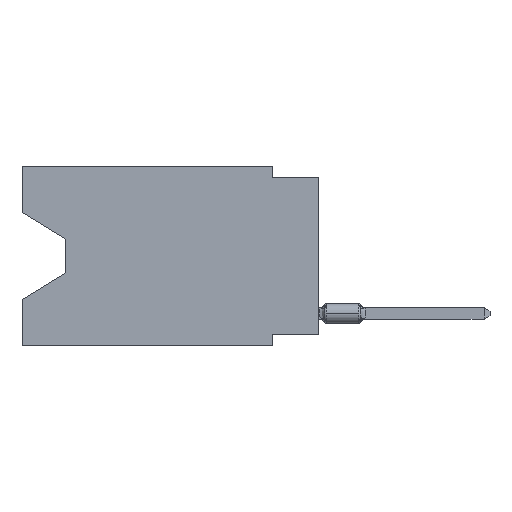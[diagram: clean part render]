
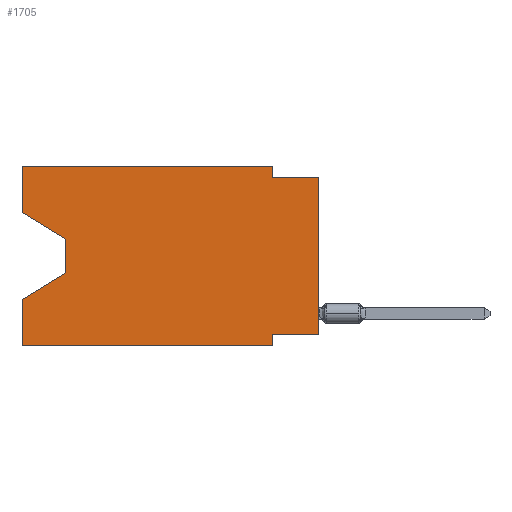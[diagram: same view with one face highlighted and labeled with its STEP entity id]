
A CAD part, left-side view. The second image highlights one B-rep face of the part: STEP entity #1705.
In plain terms, the highlighted planar face has unit normal (-1, 0, 0).
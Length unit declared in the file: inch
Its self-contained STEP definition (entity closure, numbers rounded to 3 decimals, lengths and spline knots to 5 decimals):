
#103 = VECTOR ( 'NONE', #7743, 39.37008 ) ;
#118 = EDGE_CURVE ( 'NONE', #11545, #5101, #920, .T. ) ;
#132 = LINE ( 'NONE', #11210, #7507 ) ;
#193 = VERTEX_POINT ( 'NONE', #11017 ) ;
#572 = CARTESIAN_POINT ( 'NONE',  ( 0., 0.1, -0.365 ) ) ;
#919 = CARTESIAN_POINT ( 'NONE',  ( 0., 0.55, -0.232 ) ) ;
#920 = LINE ( 'NONE', #4741, #7086 ) ;
#941 = ORIENTED_EDGE ( 'NONE', *, *, #11382, .F. ) ;
#1089 = LINE ( 'NONE', #4258, #10373 ) ;
#1196 = ORIENTED_EDGE ( 'NONE', *, *, #8290, .F. ) ;
#1287 = CARTESIAN_POINT ( 'NONE',  ( 0., 0.1, 0. ) ) ;
#1705 = ADVANCED_FACE ( 'NONE', ( #4733 ), #3756, .F. ) ;
#1801 = CARTESIAN_POINT ( 'NONE',  ( 0., 0.645, -0.39 ) ) ;
#1846 = VERTEX_POINT ( 'NONE', #3538 ) ;
#2052 = CARTESIAN_POINT ( 'NONE',  ( 0., 0., -0.025 ) ) ;
#2246 = DIRECTION ( 'NONE',  ( 0., 0., 1. ) ) ;
#2426 = VECTOR ( 'NONE', #10538, 39.37008 ) ;
#2797 = CARTESIAN_POINT ( 'NONE',  ( 0., 0.645, 0. ) ) ;
#2928 = CARTESIAN_POINT ( 'NONE',  ( 0., 0., -0.025 ) ) ;
#3041 = CARTESIAN_POINT ( 'NONE',  ( 0., 0.1, -0.39 ) ) ;
#3437 = EDGE_LOOP ( 'NONE', ( #12221, #11651, #4065, #8313, #10210, #1196, #9188, #3909, #5421, #941, #10830, #4055 ) ) ;
#3538 = CARTESIAN_POINT ( 'NONE',  ( 0., 0.645, -0.28975 ) ) ;
#3556 = EDGE_CURVE ( 'NONE', #5804, #7376, #9423, .T. ) ;
#3756 = PLANE ( 'NONE',  #6723 ) ;
#3909 = ORIENTED_EDGE ( 'NONE', *, *, #5151, .T. ) ;
#4053 = DIRECTION ( 'NONE',  ( 0., -1., 0. ) ) ;
#4055 = ORIENTED_EDGE ( 'NONE', *, *, #8824, .F. ) ;
#4064 = CARTESIAN_POINT ( 'NONE',  ( 0., 0.55, -0.158 ) ) ;
#4065 = ORIENTED_EDGE ( 'NONE', *, *, #12193, .T. ) ;
#4179 = VERTEX_POINT ( 'NONE', #1801 ) ;
#4258 = CARTESIAN_POINT ( 'NONE',  ( 0., 0.645, 0. ) ) ;
#4281 = VERTEX_POINT ( 'NONE', #2052 ) ;
#4295 = EDGE_CURVE ( 'NONE', #4179, #193, #9964, .T. ) ;
#4369 = VERTEX_POINT ( 'NONE', #4508 ) ;
#4370 = VECTOR ( 'NONE', #8819, 39.37008 ) ;
#4414 = DIRECTION ( 'NONE',  ( 0., 1., 0. ) ) ;
#4429 = EDGE_CURVE ( 'NONE', #9707, #6596, #4570, .T. ) ;
#4508 = CARTESIAN_POINT ( 'NONE',  ( 0., 0.645, -0.10025 ) ) ;
#4565 = CARTESIAN_POINT ( 'NONE',  ( 0., 0.55, -0.232 ) ) ;
#4570 = LINE ( 'NONE', #12362, #11845 ) ;
#4733 = FACE_OUTER_BOUND ( 'NONE', #3437, .T. ) ;
#4741 = CARTESIAN_POINT ( 'NONE',  ( 0., 0.55, -0.158 ) ) ;
#5042 = DIRECTION ( 'NONE',  ( 0., 0., 1. ) ) ;
#5101 = VERTEX_POINT ( 'NONE', #919 ) ;
#5151 = EDGE_CURVE ( 'NONE', #5804, #4281, #132, .T. ) ;
#5421 = ORIENTED_EDGE ( 'NONE', *, *, #11143, .F. ) ;
#5587 = CARTESIAN_POINT ( 'NONE',  ( 0., 0., -0.365 ) ) ;
#5777 = LINE ( 'NONE', #3041, #4370 ) ;
#5804 = VERTEX_POINT ( 'NONE', #8064 ) ;
#6095 = LINE ( 'NONE', #2928, #9684 ) ;
#6479 = LINE ( 'NONE', #10569, #6779 ) ;
#6596 = VERTEX_POINT ( 'NONE', #1287 ) ;
#6604 = DIRECTION ( 'NONE',  ( 0., 0., -1. ) ) ;
#6671 = VECTOR ( 'NONE', #4414, 39.37008 ) ;
#6723 = AXIS2_PLACEMENT_3D ( 'NONE', #2797, #6740, #10700 ) ;
#6740 = DIRECTION ( 'NONE',  ( 1., 0., 0. ) ) ;
#6779 = VECTOR ( 'NONE', #6604, 39.37008 ) ;
#6808 = CARTESIAN_POINT ( 'NONE',  ( 0., 0.1, -0.025 ) ) ;
#7048 = VECTOR ( 'NONE', #4053, 39.37008 ) ;
#7086 = VECTOR ( 'NONE', #11736, 39.37008 ) ;
#7376 = VERTEX_POINT ( 'NONE', #572 ) ;
#7507 = VECTOR ( 'NONE', #11084, 39.37008 ) ;
#7743 = DIRECTION ( 'NONE',  ( 0., -0.855, -0.519 ) ) ;
#7935 = CARTESIAN_POINT ( 'NONE',  ( 0., 0.645, -0.10025 ) ) ;
#8064 = CARTESIAN_POINT ( 'NONE',  ( 0., 0., -0.365 ) ) ;
#8290 = EDGE_CURVE ( 'NONE', #7376, #193, #5777, .T. ) ;
#8313 = ORIENTED_EDGE ( 'NONE', *, *, #8809, .F. ) ;
#8809 = EDGE_CURVE ( 'NONE', #4179, #1846, #1089, .T. ) ;
#8819 = DIRECTION ( 'NONE',  ( 0., 0., -1. ) ) ;
#8824 = EDGE_CURVE ( 'NONE', #4369, #9707, #12110, .T. ) ;
#9188 = ORIENTED_EDGE ( 'NONE', *, *, #3556, .F. ) ;
#9423 = LINE ( 'NONE', #5587, #6671 ) ;
#9448 = LINE ( 'NONE', #4565, #2426 ) ;
#9684 = VECTOR ( 'NONE', #9865, 39.37008 ) ;
#9707 = VERTEX_POINT ( 'NONE', #12337 ) ;
#9865 = DIRECTION ( 'NONE',  ( 0., -1., 0. ) ) ;
#9964 = LINE ( 'NONE', #10092, #7048 ) ;
#10092 = CARTESIAN_POINT ( 'NONE',  ( 0., 0.645, -0.39 ) ) ;
#10093 = CARTESIAN_POINT ( 'NONE',  ( 0., 0.645, 0. ) ) ;
#10210 = ORIENTED_EDGE ( 'NONE', *, *, #4295, .T. ) ;
#10220 = EDGE_CURVE ( 'NONE', #4369, #11545, #11706, .T. ) ;
#10373 = VECTOR ( 'NONE', #5042, 39.37008 ) ;
#10538 = DIRECTION ( 'NONE',  ( 0., 0.855, -0.519 ) ) ;
#10569 = CARTESIAN_POINT ( 'NONE',  ( 0., 0.1, 0. ) ) ;
#10700 = DIRECTION ( 'NONE',  ( 0., 0., -1. ) ) ;
#10830 = ORIENTED_EDGE ( 'NONE', *, *, #4429, .F. ) ;
#11017 = CARTESIAN_POINT ( 'NONE',  ( 0., 0.1, -0.39 ) ) ;
#11084 = DIRECTION ( 'NONE',  ( 0., 0., 1. ) ) ;
#11143 = EDGE_CURVE ( 'NONE', #12817, #4281, #6095, .T. ) ;
#11210 = CARTESIAN_POINT ( 'NONE',  ( 0., 0., 0. ) ) ;
#11382 = EDGE_CURVE ( 'NONE', #6596, #12817, #6479, .T. ) ;
#11545 = VERTEX_POINT ( 'NONE', #4064 ) ;
#11651 = ORIENTED_EDGE ( 'NONE', *, *, #118, .T. ) ;
#11706 = LINE ( 'NONE', #7935, #103 ) ;
#11736 = DIRECTION ( 'NONE',  ( 0., 0., -1. ) ) ;
#11845 = VECTOR ( 'NONE', #12301, 39.37008 ) ;
#12018 = VECTOR ( 'NONE', #2246, 39.37008 ) ;
#12110 = LINE ( 'NONE', #10093, #12018 ) ;
#12193 = EDGE_CURVE ( 'NONE', #5101, #1846, #9448, .T. ) ;
#12221 = ORIENTED_EDGE ( 'NONE', *, *, #10220, .T. ) ;
#12301 = DIRECTION ( 'NONE',  ( 0., -1., 0. ) ) ;
#12337 = CARTESIAN_POINT ( 'NONE',  ( 0., 0.645, 0. ) ) ;
#12362 = CARTESIAN_POINT ( 'NONE',  ( 0., 0.645, 0. ) ) ;
#12817 = VERTEX_POINT ( 'NONE', #6808 ) ;
